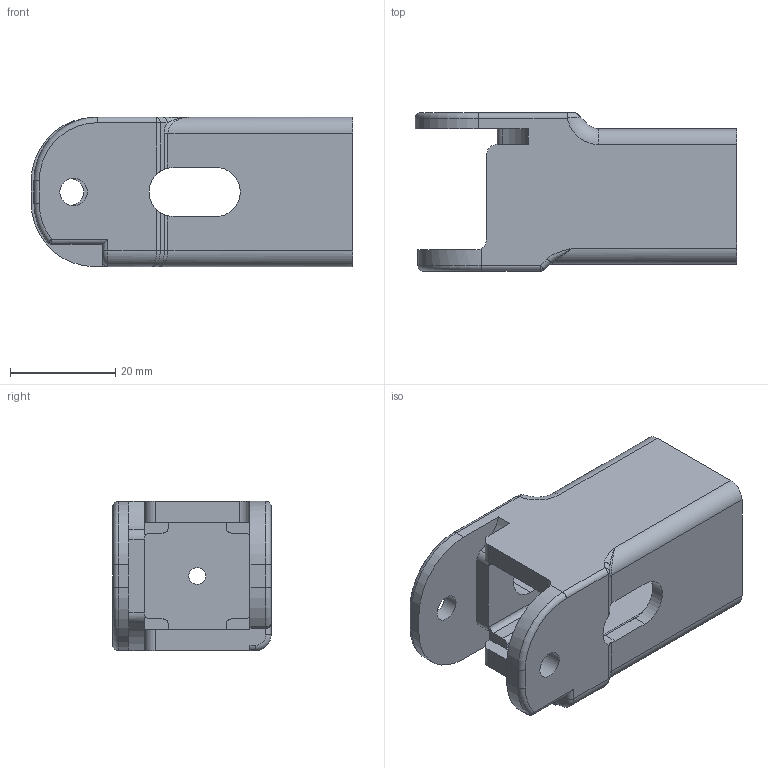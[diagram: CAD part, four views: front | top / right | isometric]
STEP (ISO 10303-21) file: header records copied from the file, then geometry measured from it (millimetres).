
FILE_DESCRIPTION(/* description */ (''),/* implementation_level */ '2;1');
FILE_NAME(/* name */ 'X tensioner main body.step',/* time_stamp */ '2025-07-08T14:15:29+10:00',/* author */ (''),/* organization */ (''),/* preprocessor_version */ 'ST-DEVELOPER v20.1',/* originating_system */ 'Autodesk Translation Framework v14.10.0.0',/* authorisation */ '');
FILE_SCHEMA (('AUTOMOTIVE_DESIGN { 1 0 10303 214 3 1 1 }'));
Length unit declared in the file: millimetre
Products named in the file (1): FusionComponent
Bounding box: 61 x 30 x 28.3 mm (x, y, z)
Volume: 20494.6 mm3; surface area: 11180.6 mm2
Topology: 1 solids, 1 shells, 111 faces, 309 edges, 193 vertices
Faces by surface type: cylinder 54, plane 42, torus 7, bspline 6, sphere 2
Full cylindrical faces by diameter (mm): 3.2 x1, 5.1 x1, 5.2 x1
Entity records: 3770 total; most frequent: CARTESIAN_POINT 850, DIRECTION 619, ORIENTED_EDGE 608, EDGE_CURVE 304, AXIS2_PLACEMENT_3D 225, VERTEX_POINT 193, LINE 169, VECTOR 169
